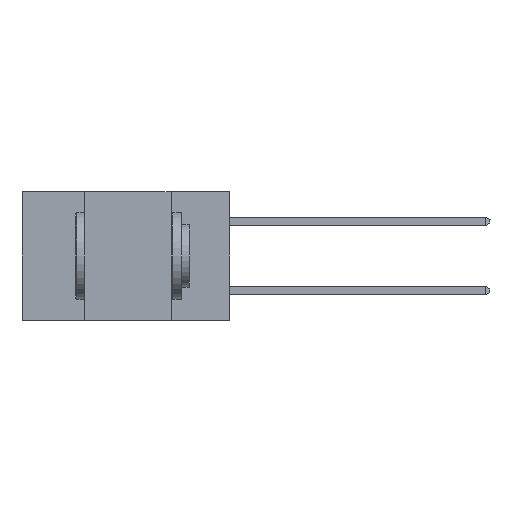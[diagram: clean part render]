
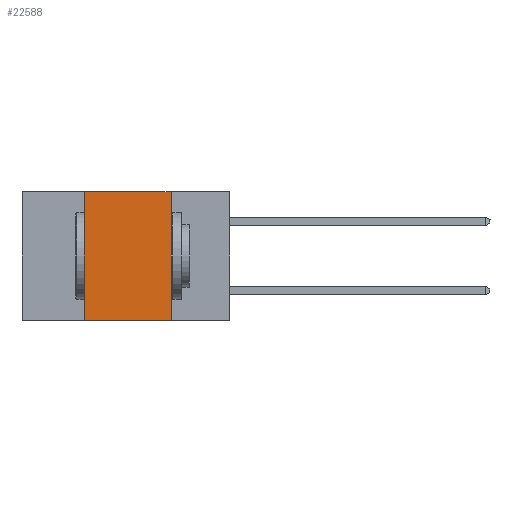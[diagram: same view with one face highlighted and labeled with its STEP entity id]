
A CAD part, left-side view. The second image highlights one B-rep face of the part: STEP entity #22588.
In plain terms, the highlighted planar face has unit normal (-1, 0, 0).
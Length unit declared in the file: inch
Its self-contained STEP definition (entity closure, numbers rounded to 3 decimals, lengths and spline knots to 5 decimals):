
#135 = CARTESIAN_POINT ( 'NONE',  ( 0., 0.6, -0.37 ) ) ;
#1816 = EDGE_CURVE ( 'NONE', #9069, #22885, #11731, .T. ) ;
#2331 = CARTESIAN_POINT ( 'NONE',  ( 0., 0.6, 0. ) ) ;
#2603 = DIRECTION ( 'NONE',  ( 0., 0., -1. ) ) ;
#2714 = DIRECTION ( 'NONE',  ( 0., 0., -1. ) ) ;
#3000 = LINE ( 'NONE', #17637, #24436 ) ;
#3522 = VECTOR ( 'NONE', #2714, 39.37008 ) ;
#4234 = PLANE ( 'NONE',  #24507 ) ;
#4781 = DIRECTION ( 'NONE',  ( 1., 0., 0. ) ) ;
#5058 = ORIENTED_EDGE ( 'NONE', *, *, #14911, .F. ) ;
#5952 = ORIENTED_EDGE ( 'NONE', *, *, #8854, .F. ) ;
#6882 = DIRECTION ( 'NONE',  ( 0., -1., 0. ) ) ;
#7855 = CARTESIAN_POINT ( 'NONE',  ( 0., 0.42, -0.37 ) ) ;
#8059 = ORIENTED_EDGE ( 'NONE', *, *, #21109, .F. ) ;
#8854 = EDGE_CURVE ( 'NONE', #24726, #13480, #3000, .T. ) ;
#9069 = VERTEX_POINT ( 'NONE', #7855 ) ;
#10398 = CARTESIAN_POINT ( 'NONE',  ( 0., 0.42, 0. ) ) ;
#10904 = CARTESIAN_POINT ( 'NONE',  ( 0., 0.17, -0.37 ) ) ;
#11731 = LINE ( 'NONE', #135, #18186 ) ;
#11977 = LINE ( 'NONE', #19146, #3522 ) ;
#12351 = ORIENTED_EDGE ( 'NONE', *, *, #1816, .T. ) ;
#12720 = FACE_OUTER_BOUND ( 'NONE', #14243, .T. ) ;
#13302 = LINE ( 'NONE', #10398, #23675 ) ;
#13480 = VERTEX_POINT ( 'NONE', #24735 ) ;
#14243 = EDGE_LOOP ( 'NONE', ( #5058, #5952, #8059, #12351 ) ) ;
#14911 = EDGE_CURVE ( 'NONE', #13480, #22885, #11977, .T. ) ;
#17637 = CARTESIAN_POINT ( 'NONE',  ( 0., 0.6, 0. ) ) ;
#18186 = VECTOR ( 'NONE', #22873, 39.37008 ) ;
#19058 = CARTESIAN_POINT ( 'NONE',  ( 0., 0.42, 0. ) ) ;
#19146 = CARTESIAN_POINT ( 'NONE',  ( 0., 0.17, 0. ) ) ;
#21109 = EDGE_CURVE ( 'NONE', #9069, #24726, #13302, .T. ) ;
#22588 = ADVANCED_FACE ( 'NONE', ( #12720 ), #4234, .F. ) ;
#22873 = DIRECTION ( 'NONE',  ( 0., -1., 0. ) ) ;
#22885 = VERTEX_POINT ( 'NONE', #10904 ) ;
#23675 = VECTOR ( 'NONE', #24644, 39.37008 ) ;
#24436 = VECTOR ( 'NONE', #6882, 39.37008 ) ;
#24507 = AXIS2_PLACEMENT_3D ( 'NONE', #2331, #4781, #2603 ) ;
#24644 = DIRECTION ( 'NONE',  ( 0., 0., 1. ) ) ;
#24726 = VERTEX_POINT ( 'NONE', #19058 ) ;
#24735 = CARTESIAN_POINT ( 'NONE',  ( 0., 0.17, 0. ) ) ;
